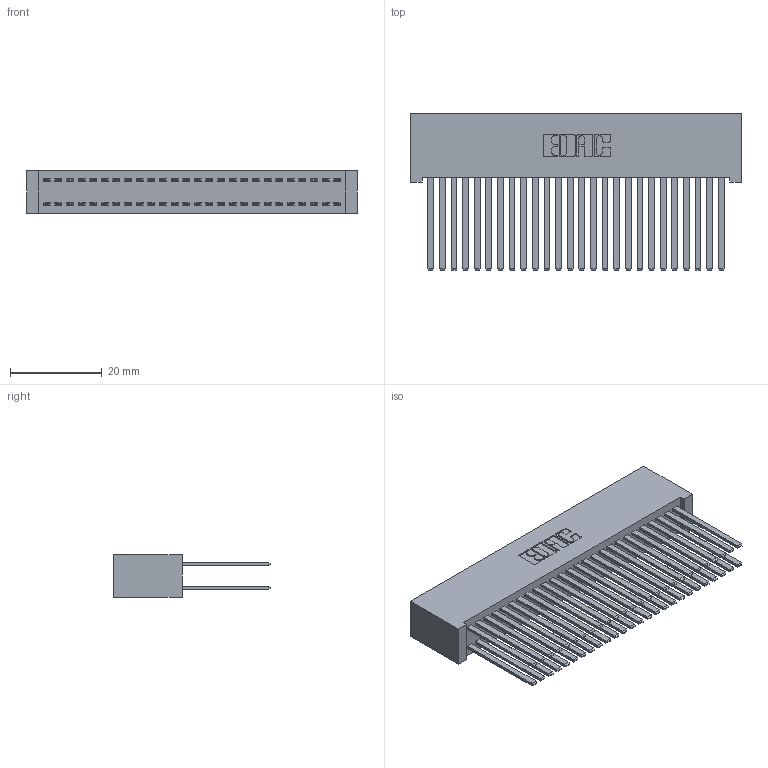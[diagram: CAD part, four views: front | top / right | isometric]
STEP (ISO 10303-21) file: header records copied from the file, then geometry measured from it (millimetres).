
FILE_DESCRIPTION (( 'STEP AP203' ), '1' );
FILE_NAME ('342-052-544-201.STEP', '2019-10-03T01:35:36', ( '' ), ( '' ), 'SwSTEP 2.0', 'SolidWorks 2016', '' );
FILE_SCHEMA (( 'CONFIG_CONTROL_DESIGN' ));
Length unit declared in the file: inch
Products named in the file (3): 342 Part_Lugless; 345-292-001_345-293-144; 342-052-544-201
Assembly tree (53 placements, depth 2):
  342-052-544-201
    342 Part_Lugless
    345-292-001_345-293-144  x52
Bounding box: 72.29 x 34.3 x 9.4 mm (x, y, z)
Volume: 7587.8 mm3; surface area: 14421.8 mm2
Topology: 53 solids, 53 shells, 2494 faces, 7399 edges, 4862 vertices
Faces by surface type: plane 1726, cylinder 768
Entity records: 18203 total; most frequent: CARTESIAN_POINT 3030, ORIENTED_EDGE 2966, DIRECTION 2607, EDGE_CURVE 1483, LINE 1367, VECTOR 1367, VERTEX_POINT 986, AXIS2_PLACEMENT_3D 620
